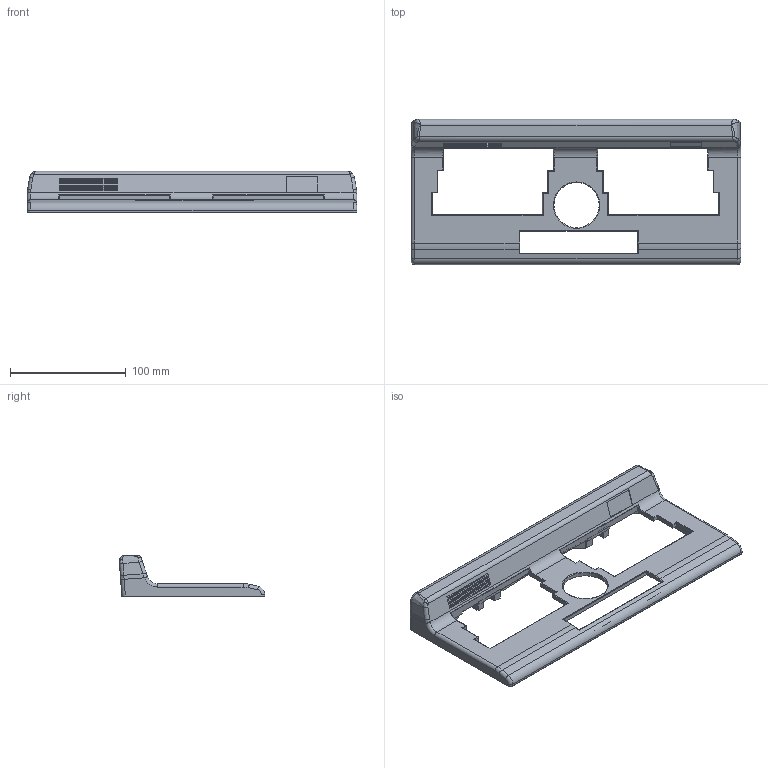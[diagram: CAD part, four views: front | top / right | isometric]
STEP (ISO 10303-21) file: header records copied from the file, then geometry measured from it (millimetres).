
FILE_DESCRIPTION(/* description */ ('','CAx-IF Rec.Pracs.---Representation and Presentation of Product Manufacturing Information (PMI)---4.0---2014-10-13'),/* implementation_level */ '2;1');
FILE_NAME(/* name */ 'top.step',/* time_stamp */ '2024-12-10T18:21:20+01:00',/* author */ (''),/* organization */ (''),/* preprocessor_version */ 'ST-DEVELOPER v20',/* originating_system */ 'Autodesk Translation Framework v13.20.0.188',/* authorisation */ '');
FILE_SCHEMA (('AP242_MANAGED_MODEL_BASED_3D_ENGINEERING_MIM_LF { 1 0 10303 442 1 1 4 }'));
Length unit declared in the file: millimetre
Products named in the file (2): hacktrick_case_; top-final
Assembly tree (1 placements, depth 2):
  hacktrick_case_
    top-final
Bounding box: 285 x 125.73 x 35.65 mm (x, y, z)
Volume: 182379.4 mm3; surface area: 101108.4 mm2
Topology: 1 solids, 1 shells, 290 faces, 782 edges, 492 vertices
Faces by surface type: plane 167, cylinder 70, bspline 25, torus 20, cone 4, sphere 4
Full cylindrical faces by diameter (mm): 4.201 x4, 39.103 x1
Entity records: 9693 total; most frequent: CARTESIAN_POINT 2360, ORIENTED_EDGE 1564, DIRECTION 1451, EDGE_CURVE 782, LINE 555, VECTOR 555, VERTEX_POINT 492, AXIS2_PLACEMENT_3D 448
